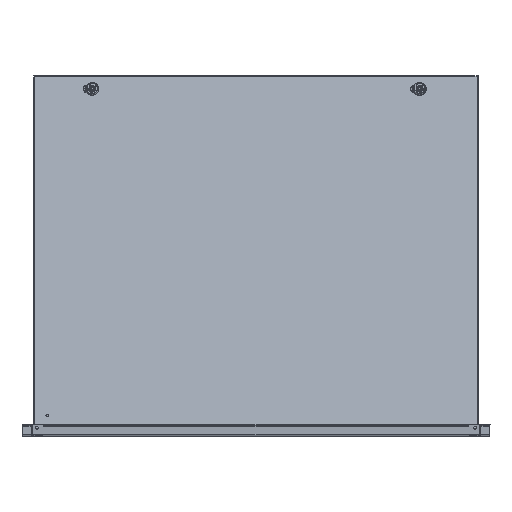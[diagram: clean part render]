
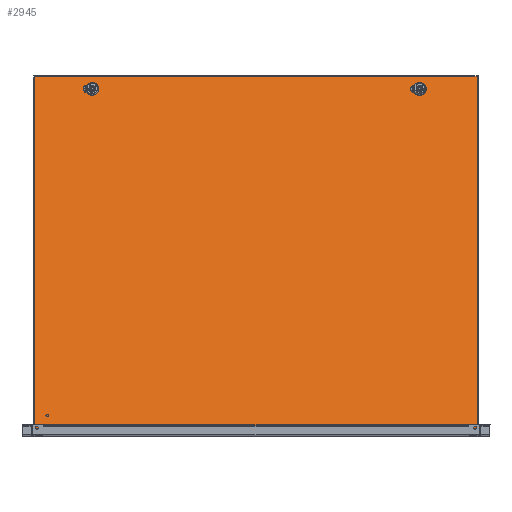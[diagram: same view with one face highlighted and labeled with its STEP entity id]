
A CAD part, left-side view. The second image highlights one B-rep face of the part: STEP entity #2945.
In plain terms, the highlighted face is planar.
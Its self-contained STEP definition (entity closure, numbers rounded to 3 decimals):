
#1925=B_SPLINE_CURVE_WITH_KNOTS('',1,(#23223,#23224),.UNSPECIFIED.,.F.,
 .F.,(2,2),(0.,1.),.UNSPECIFIED.);
#2276=PLANE('',#11903);
#2399=FACE_BOUND('',#4273,.T.);
#2400=FACE_BOUND('',#4274,.T.);
#2401=FACE_BOUND('',#4275,.T.);
#2945=ADVANCED_FACE('F36',(#2399,#2400,#2401),#2276,.T.);
#4273=EDGE_LOOP('',(#7280,#7281,#7282,#7283,#7284,#7285,#7286,#7287));
#4274=EDGE_LOOP('',(#7288,#7289,#7290,#7291,#7292,#7293,#7294,#7295));
#4275=EDGE_LOOP('',(#7296,#7297,#7298,#7299,#7300,#7301,#7302,#7303));
#4611=CIRCLE('',#11795,11.25);
#4613=CIRCLE('',#11799,11.25);
#4615=CIRCLE('',#11803,11.25);
#4617=CIRCLE('',#11807,11.25);
#4619=CIRCLE('',#11811,11.25);
#4621=CIRCLE('',#11815,11.25);
#4623=CIRCLE('',#11819,11.25);
#4625=CIRCLE('',#11823,11.25);
#7280=ORIENTED_EDGE('',*,*,#9573,.T.);
#7281=ORIENTED_EDGE('',*,*,#9570,.F.);
#7282=ORIENTED_EDGE('',*,*,#9567,.F.);
#7283=ORIENTED_EDGE('',*,*,#9504,.F.);
#7284=ORIENTED_EDGE('',*,*,#9453,.T.);
#7285=ORIENTED_EDGE('',*,*,#9574,.T.);
#7286=ORIENTED_EDGE('',*,*,#9575,.F.);
#7287=ORIENTED_EDGE('',*,*,#9576,.T.);
#7288=ORIENTED_EDGE('',*,*,#9451,.T.);
#7289=ORIENTED_EDGE('',*,*,#9448,.T.);
#7290=ORIENTED_EDGE('',*,*,#9445,.T.);
#7291=ORIENTED_EDGE('',*,*,#9442,.T.);
#7292=ORIENTED_EDGE('',*,*,#9439,.T.);
#7293=ORIENTED_EDGE('',*,*,#9436,.T.);
#7294=ORIENTED_EDGE('',*,*,#9433,.T.);
#7295=ORIENTED_EDGE('',*,*,#9430,.T.);
#7296=ORIENTED_EDGE('',*,*,#9427,.T.);
#7297=ORIENTED_EDGE('',*,*,#9424,.T.);
#7298=ORIENTED_EDGE('',*,*,#9421,.T.);
#7299=ORIENTED_EDGE('',*,*,#9418,.T.);
#7300=ORIENTED_EDGE('',*,*,#9415,.T.);
#7301=ORIENTED_EDGE('',*,*,#9412,.T.);
#7302=ORIENTED_EDGE('',*,*,#9409,.T.);
#7303=ORIENTED_EDGE('',*,*,#9406,.T.);
#8123=VERTEX_POINT('',#23127);
#8125=VERTEX_POINT('',#23130);
#8127=VERTEX_POINT('',#23136);
#8129=VERTEX_POINT('',#23142);
#8131=VERTEX_POINT('',#23148);
#8133=VERTEX_POINT('',#23154);
#8135=VERTEX_POINT('',#23160);
#8137=VERTEX_POINT('',#23166);
#8139=VERTEX_POINT('',#23175);
#8141=VERTEX_POINT('',#23178);
#8143=VERTEX_POINT('',#23184);
#8145=VERTEX_POINT('',#23190);
#8147=VERTEX_POINT('',#23196);
#8149=VERTEX_POINT('',#23202);
#8151=VERTEX_POINT('',#23208);
#8153=VERTEX_POINT('',#23214);
#8155=VERTEX_POINT('',#23225);
#8156=VERTEX_POINT('',#23226);
#8186=VERTEX_POINT('',#23366);
#8222=VERTEX_POINT('',#23496);
#8223=VERTEX_POINT('',#23502);
#8224=VERTEX_POINT('',#23506);
#8225=VERTEX_POINT('',#23510);
#8226=VERTEX_POINT('',#23512);
#9406=EDGE_CURVE('E180',#8125,#8123,#10178,.T.);
#9409=EDGE_CURVE('E179',#8127,#8125,#4611,.T.);
#9412=EDGE_CURVE('E178',#8129,#8127,#10182,.T.);
#9415=EDGE_CURVE('E177',#8131,#8129,#4613,.T.);
#9418=EDGE_CURVE('E176',#8133,#8131,#10186,.T.);
#9421=EDGE_CURVE('E175',#8135,#8133,#4615,.T.);
#9424=EDGE_CURVE('E174',#8137,#8135,#10190,.T.);
#9427=EDGE_CURVE('E173',#8123,#8137,#4617,.T.);
#9430=EDGE_CURVE('E172',#8141,#8139,#10194,.T.);
#9433=EDGE_CURVE('E171',#8143,#8141,#4619,.T.);
#9436=EDGE_CURVE('E170',#8145,#8143,#10198,.T.);
#9439=EDGE_CURVE('E169',#8147,#8145,#4621,.T.);
#9442=EDGE_CURVE('E168',#8149,#8147,#10202,.T.);
#9445=EDGE_CURVE('E167',#8151,#8149,#4623,.T.);
#9448=EDGE_CURVE('E166',#8153,#8151,#10206,.T.);
#9451=EDGE_CURVE('E165',#8139,#8153,#4625,.T.);
#9453=EDGE_CURVE('E162',#8155,#8156,#1925,.T.);
#9504=EDGE_CURVE('E106',#8155,#8186,#10237,.T.);
#9567=EDGE_CURVE('E116',#8186,#8222,#10285,.T.);
#9570=EDGE_CURVE('E102',#8222,#8223,#10287,.T.);
#9573=EDGE_CURVE('E161',#8224,#8223,#10289,.T.);
#9574=EDGE_CURVE('E163',#8156,#8225,#10290,.T.);
#9575=EDGE_CURVE('E124',#8226,#8225,#10291,.T.);
#9576=EDGE_CURVE('E164',#8226,#8224,#10292,.T.);
#10178=LINE('',#23129,#10881);
#10182=LINE('',#23141,#10885);
#10186=LINE('',#23153,#10889);
#10190=LINE('',#23165,#10893);
#10194=LINE('',#23177,#10897);
#10198=LINE('',#23189,#10901);
#10202=LINE('',#23201,#10905);
#10206=LINE('',#23213,#10909);
#10237=LINE('',#23369,#10940);
#10285=LINE('',#23495,#10988);
#10287=LINE('',#23501,#10990);
#10289=LINE('',#23507,#10992);
#10290=LINE('',#23509,#10993);
#10291=LINE('',#23511,#10994);
#10292=LINE('',#23513,#10995);
#10881=VECTOR('',#14064,1.);
#10885=VECTOR('',#14076,1.);
#10889=VECTOR('',#14088,1.);
#10893=VECTOR('',#14100,1.);
#10897=VECTOR('',#14112,1.);
#10901=VECTOR('',#14124,1.);
#10905=VECTOR('',#14136,1.);
#10909=VECTOR('',#14148,1.);
#10940=VECTOR('',#14251,1.);
#10988=VECTOR('',#14377,1.);
#10990=VECTOR('',#14385,1.);
#10992=VECTOR('',#14391,1.);
#10993=VECTOR('',#14394,1.);
#10994=VECTOR('',#14395,1.);
#10995=VECTOR('',#14396,1.);
#11795=AXIS2_PLACEMENT_3D('',#23135,#14069,#14070);
#11799=AXIS2_PLACEMENT_3D('',#23147,#14081,#14082);
#11803=AXIS2_PLACEMENT_3D('',#23159,#14093,#14094);
#11807=AXIS2_PLACEMENT_3D('',#23171,#14105,#14106);
#11811=AXIS2_PLACEMENT_3D('',#23183,#14117,#14118);
#11815=AXIS2_PLACEMENT_3D('',#23195,#14129,#14130);
#11819=AXIS2_PLACEMENT_3D('',#23207,#14141,#14142);
#11823=AXIS2_PLACEMENT_3D('',#23219,#14153,#14154);
#11903=AXIS2_PLACEMENT_3D('',#23514,#14397,#14398);
#14064=DIRECTION('',(-1.,0.,0.));
#14069=DIRECTION('',(0.,0.,-1.));
#14070=DIRECTION('',(-1.,0.,0.));
#14076=DIRECTION('',(0.,-1.,0.));
#14081=DIRECTION('',(0.,0.,-1.));
#14082=DIRECTION('',(-1.,0.,0.));
#14088=DIRECTION('',(1.,0.,0.));
#14093=DIRECTION('',(0.,0.,-1.));
#14094=DIRECTION('',(-1.,0.,0.));
#14100=DIRECTION('',(0.,1.,0.));
#14105=DIRECTION('',(0.,0.,-1.));
#14106=DIRECTION('',(-1.,0.,0.));
#14112=DIRECTION('',(0.,1.,0.));
#14117=DIRECTION('',(0.,0.,-1.));
#14118=DIRECTION('',(-1.,0.,0.));
#14124=DIRECTION('',(-1.,0.,0.));
#14129=DIRECTION('',(0.,0.,-1.));
#14130=DIRECTION('',(-1.,0.,0.));
#14136=DIRECTION('',(0.,-1.,0.));
#14141=DIRECTION('',(0.,0.,-1.));
#14142=DIRECTION('',(-1.,0.,0.));
#14148=DIRECTION('',(1.,0.,0.));
#14153=DIRECTION('',(0.,0.,-1.));
#14154=DIRECTION('',(-1.,0.,0.));
#14251=DIRECTION('',(0.,-1.,0.));
#14377=DIRECTION('',(-1.,0.,0.));
#14385=DIRECTION('',(0.,1.,0.));
#14391=DIRECTION('',(1.,0.,0.));
#14394=DIRECTION('',(0.,1.,0.));
#14395=DIRECTION('',(1.,0.,0.));
#14396=DIRECTION('',(0.,-1.,0.));
#14397=DIRECTION('',(0.,0.,1.));
#14398=DIRECTION('',(1.,0.,0.));
#23127=CARTESIAN_POINT('',(876.22,-529.528,-23.749));
#23129=CARTESIAN_POINT('',(881.225,-529.528,-23.749));
#23130=CARTESIAN_POINT('',(886.231,-529.528,-23.749));
#23135=CARTESIAN_POINT('',(881.225,-519.453,-23.749));
#23136=CARTESIAN_POINT('',(891.375,-524.305,-23.749));
#23141=CARTESIAN_POINT('',(891.375,-519.453,-23.749));
#23142=CARTESIAN_POINT('',(891.375,-514.601,-23.749));
#23147=CARTESIAN_POINT('',(881.225,-519.453,-23.749));
#23148=CARTESIAN_POINT('',(886.231,-509.378,-23.749));
#23153=CARTESIAN_POINT('',(881.225,-509.378,-23.749));
#23154=CARTESIAN_POINT('',(876.22,-509.378,-23.749));
#23159=CARTESIAN_POINT('',(881.225,-519.453,-23.749));
#23160=CARTESIAN_POINT('',(871.025,-514.707,-23.749));
#23165=CARTESIAN_POINT('',(871.025,-519.453,-23.749));
#23166=CARTESIAN_POINT('',(871.025,-524.199,-23.749));
#23171=CARTESIAN_POINT('',(881.225,-519.453,-23.749));
#23175=CARTESIAN_POINT('',(34.025,-514.707,-23.749));
#23177=CARTESIAN_POINT('',(34.025,-519.453,-23.749));
#23178=CARTESIAN_POINT('',(34.025,-524.199,-23.749));
#23183=CARTESIAN_POINT('',(44.225,-519.453,-23.749));
#23184=CARTESIAN_POINT('',(39.22,-529.528,-23.749));
#23189=CARTESIAN_POINT('',(44.225,-529.528,-23.749));
#23190=CARTESIAN_POINT('',(49.231,-529.528,-23.749));
#23195=CARTESIAN_POINT('',(44.225,-519.453,-23.749));
#23196=CARTESIAN_POINT('',(54.375,-524.305,-23.749));
#23201=CARTESIAN_POINT('',(54.375,-519.453,-23.749));
#23202=CARTESIAN_POINT('',(54.375,-514.601,-23.749));
#23207=CARTESIAN_POINT('',(44.225,-519.453,-23.749));
#23208=CARTESIAN_POINT('',(49.231,-509.378,-23.749));
#23213=CARTESIAN_POINT('',(44.225,-509.378,-23.749));
#23214=CARTESIAN_POINT('',(39.22,-509.378,-23.749));
#23219=CARTESIAN_POINT('',(44.225,-519.453,-23.749));
#23223=CARTESIAN_POINT('',(1028.425,-488.456,-23.749));
#23224=CARTESIAN_POINT('',(1030.025,-488.456,-23.749));
#23225=CARTESIAN_POINT('',(1028.425,-488.456,-23.749));
#23226=CARTESIAN_POINT('',(1030.025,-488.456,-23.749));
#23366=CARTESIAN_POINT('',(1028.425,-1425.653,-23.749));
#23369=CARTESIAN_POINT('',(1028.425,-1086.253,-23.749));
#23495=CARTESIAN_POINT('',(830.025,-1425.653,-23.749));
#23496=CARTESIAN_POINT('',(-102.975,-1425.653,-23.749));
#23501=CARTESIAN_POINT('',(-102.975,-1257.053,-23.749));
#23502=CARTESIAN_POINT('',(-102.975,-488.453,-23.749));
#23506=CARTESIAN_POINT('',(-104.575,-488.453,-23.749));
#23507=CARTESIAN_POINT('',(-103.775,-488.453,-23.749));
#23509=CARTESIAN_POINT('',(1030.026,-686.253,-23.749));
#23510=CARTESIAN_POINT('',(1030.026,-486.253,-23.749));
#23511=CARTESIAN_POINT('',(831.226,-486.253,-23.749));
#23512=CARTESIAN_POINT('',(-104.575,-486.253,-23.749));
#23513=CARTESIAN_POINT('',(-104.575,-487.353,-23.749));
#23514=CARTESIAN_POINT('',(830.025,-1086.253,-23.749));
